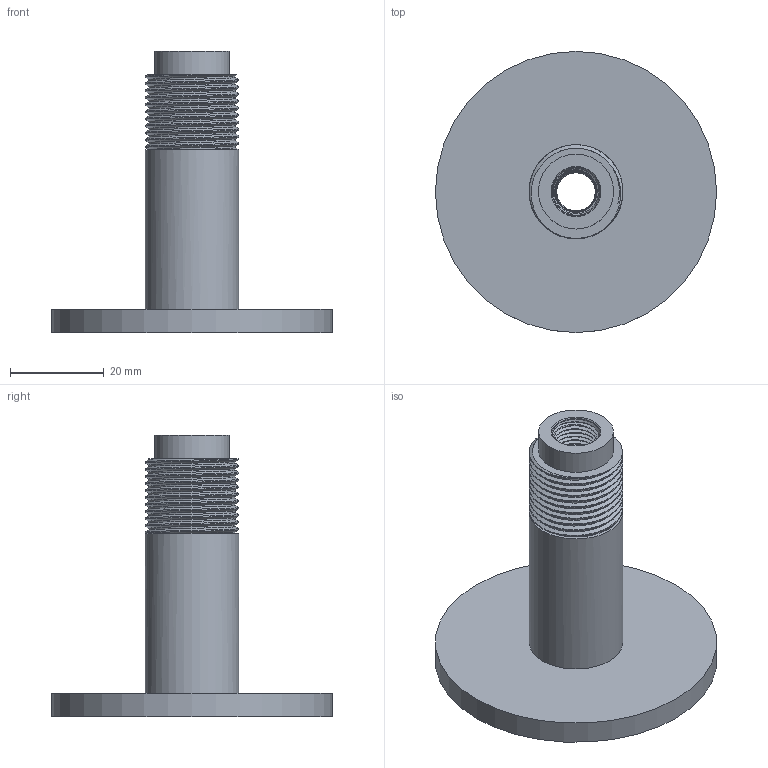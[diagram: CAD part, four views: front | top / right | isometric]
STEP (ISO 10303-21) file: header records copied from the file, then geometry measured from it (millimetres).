
FILE_DESCRIPTION(('FreeCAD Model'),'2;1');
FILE_NAME('Open CASCADE Shape Model','2024-10-15T10:18:27',(''),(''), 'Open CASCADE STEP processor 7.6','FreeCAD','Unknown');
FILE_SCHEMA(('CONFIG_CONTROL_DESIGN','SHAPE_APPEARANCE_LAYER_MIM'));
Length unit declared in the file: millimetre
Products named in the file (1): DryAirInnerPassthrough
Bounding box: 60 x 60 x 60 mm (x, y, z)
Volume: 27144.5 mm3; surface area: 12104.8 mm2
Topology: 1 solids, 1 shells, 45 faces, 199 edges, 159 vertices
Faces by surface type: cylinder 28, plane 6, bspline 6, cone 4, torus 1
Full cylindrical faces by diameter (mm): 8.2 x1, 10.287 x1, 16 x1, 18.526 x10, 20 x11, 60 x1
Entity records: 10757 total; most frequent: CARTESIAN_POINT 9322, ORIENTED_EDGE 398, EDGE_CURVE 199, VERTEX_POINT 159, B_SPLINE_CURVE_WITH_KNOTS 151, DIRECTION 148, AXIS2_PLACEMENT_3D 61, FACE_BOUND 50
